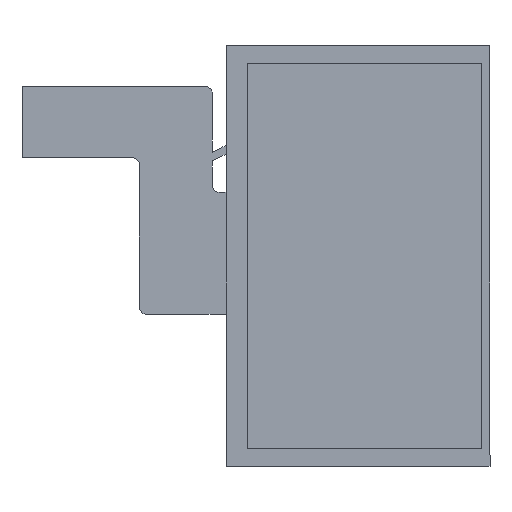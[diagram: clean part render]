
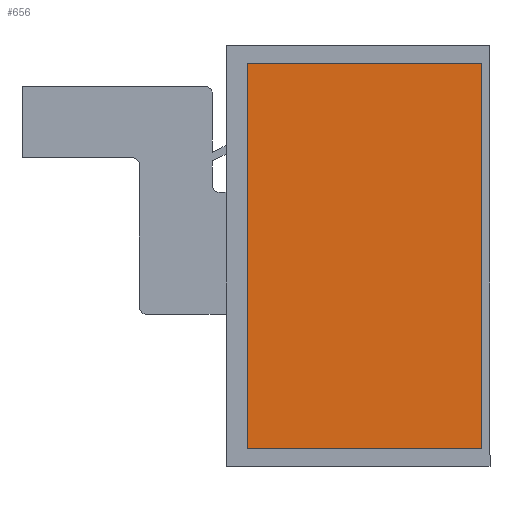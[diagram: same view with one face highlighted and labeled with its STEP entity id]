
A CAD part, top view. The second image highlights one B-rep face of the part: STEP entity #656.
In plain terms, the highlighted planar face has unit normal (0, 0, 1).
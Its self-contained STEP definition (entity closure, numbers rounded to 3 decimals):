
#56=FACE_OUTER_BOUND('',#92,.T.);
#92=EDGE_LOOP('',(#456,#457,#458,#459));
#128=LINE('',#1032,#210);
#131=LINE('',#1038,#213);
#134=LINE('',#1044,#216);
#137=LINE('',#1048,#219);
#210=VECTOR('',#847,10.);
#213=VECTOR('',#852,10.);
#216=VECTOR('',#857,10.);
#219=VECTOR('',#862,10.);
#292=VERTEX_POINT('',#1029);
#293=VERTEX_POINT('',#1031);
#295=VERTEX_POINT('',#1037);
#297=VERTEX_POINT('',#1043);
#352=EDGE_CURVE('',#293,#292,#128,.T.);
#355=EDGE_CURVE('',#295,#293,#131,.T.);
#358=EDGE_CURVE('',#297,#295,#134,.T.);
#361=EDGE_CURVE('',#292,#297,#137,.T.);
#456=ORIENTED_EDGE('',*,*,#361,.T.);
#457=ORIENTED_EDGE('',*,*,#358,.T.);
#458=ORIENTED_EDGE('',*,*,#355,.T.);
#459=ORIENTED_EDGE('',*,*,#352,.T.);
#624=PLANE('',#794);
#656=ADVANCED_FACE('',(#56),#624,.T.);
#794=AXIS2_PLACEMENT_3D('',#1049,#863,#864);
#847=DIRECTION('',(0.,1.,0.));
#852=DIRECTION('',(1.,0.,0.));
#857=DIRECTION('',(0.,-1.,0.));
#862=DIRECTION('',(-1.,0.,0.));
#863=DIRECTION('center_axis',(0.,0.,1.));
#864=DIRECTION('ref_axis',(1.,0.,0.));
#1029=CARTESIAN_POINT('',(33.75,55.35,2.85));
#1031=CARTESIAN_POINT('',(33.75,-55.35,2.85));
#1032=CARTESIAN_POINT('',(33.75,-55.35,2.85));
#1037=CARTESIAN_POINT('',(-33.75,-55.35,2.85));
#1038=CARTESIAN_POINT('',(-33.75,-55.35,2.85));
#1043=CARTESIAN_POINT('',(-33.75,55.35,2.85));
#1044=CARTESIAN_POINT('',(-33.75,55.35,2.85));
#1048=CARTESIAN_POINT('',(33.75,55.35,2.85));
#1049=CARTESIAN_POINT('Origin',(0.,0.,
2.85));
